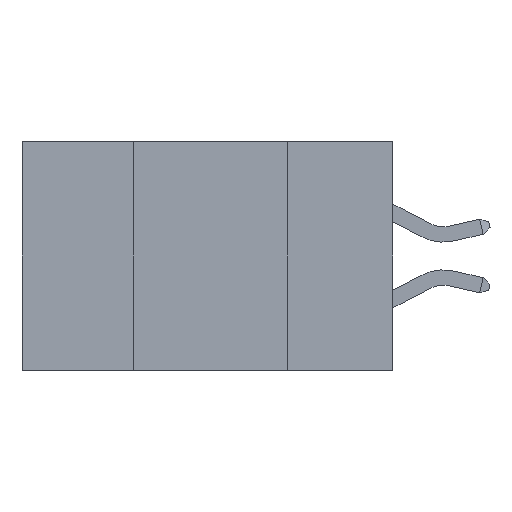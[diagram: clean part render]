
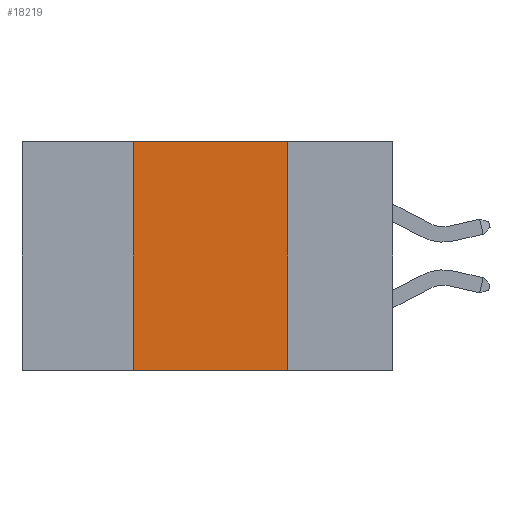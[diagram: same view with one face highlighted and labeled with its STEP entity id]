
A CAD part, left-side view. The second image highlights one B-rep face of the part: STEP entity #18219.
In plain terms, the highlighted planar face has unit normal (-1, 0, 0).
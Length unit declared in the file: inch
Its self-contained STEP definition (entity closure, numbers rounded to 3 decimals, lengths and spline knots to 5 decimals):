
#195 = EDGE_LOOP ( 'NONE', ( #1423, #23269, #21381, #16321 ) ) ;
#762 = EDGE_CURVE ( 'NONE', #2278, #19044, #22329, .T. ) ;
#1423 = ORIENTED_EDGE ( 'NONE', *, *, #762, .F. ) ;
#2049 = VERTEX_POINT ( 'NONE', #19743 ) ;
#2278 = VERTEX_POINT ( 'NONE', #10223 ) ;
#3418 = VECTOR ( 'NONE', #6212, 39.37008 ) ;
#5429 = VECTOR ( 'NONE', #21428, 39.37008 ) ;
#6212 = DIRECTION ( 'NONE',  ( 0., 0., -1. ) ) ;
#6928 = LINE ( 'NONE', #21557, #5429 ) ;
#7613 = DIRECTION ( 'NONE',  ( 0., -1., 0. ) ) ;
#7960 = FACE_OUTER_BOUND ( 'NONE', #195, .T. ) ;
#9121 = EDGE_CURVE ( 'NONE', #26243, #19044, #11805, .T. ) ;
#10020 = VECTOR ( 'NONE', #15701, 39.37008 ) ;
#10223 = CARTESIAN_POINT ( 'NONE',  ( 0., 0.17, 0. ) ) ;
#11805 = LINE ( 'NONE', #13810, #10020 ) ;
#13032 = CARTESIAN_POINT ( 'NONE',  ( 0., 0.17, -0.37 ) ) ;
#13810 = CARTESIAN_POINT ( 'NONE',  ( 0., 0.6, -0.37 ) ) ;
#13873 = CARTESIAN_POINT ( 'NONE',  ( 0., 0.6, 0. ) ) ;
#14257 = AXIS2_PLACEMENT_3D ( 'NONE', #13873, #20319, #16153 ) ;
#15701 = DIRECTION ( 'NONE',  ( 0., -1., 0. ) ) ;
#16153 = DIRECTION ( 'NONE',  ( 0., 0., -1. ) ) ;
#16321 = ORIENTED_EDGE ( 'NONE', *, *, #9121, .T. ) ;
#17824 = LINE ( 'NONE', #26056, #20043 ) ;
#18219 = ADVANCED_FACE ( 'NONE', ( #7960 ), #24128, .F. ) ;
#18430 = CARTESIAN_POINT ( 'NONE',  ( 0., 0.17, 0. ) ) ;
#19044 = VERTEX_POINT ( 'NONE', #13032 ) ;
#19743 = CARTESIAN_POINT ( 'NONE',  ( 0., 0.42, 0. ) ) ;
#20043 = VECTOR ( 'NONE', #7613, 39.37008 ) ;
#20319 = DIRECTION ( 'NONE',  ( 1., 0., 0. ) ) ;
#21381 = ORIENTED_EDGE ( 'NONE', *, *, #21531, .F. ) ;
#21428 = DIRECTION ( 'NONE',  ( 0., 0., 1. ) ) ;
#21531 = EDGE_CURVE ( 'NONE', #26243, #2049, #6928, .T. ) ;
#21557 = CARTESIAN_POINT ( 'NONE',  ( 0., 0.42, 0. ) ) ;
#22329 = LINE ( 'NONE', #18430, #3418 ) ;
#22579 = EDGE_CURVE ( 'NONE', #2049, #2278, #17824, .T. ) ;
#23269 = ORIENTED_EDGE ( 'NONE', *, *, #22579, .F. ) ;
#24128 = PLANE ( 'NONE',  #14257 ) ;
#25573 = CARTESIAN_POINT ( 'NONE',  ( 0., 0.42, -0.37 ) ) ;
#26056 = CARTESIAN_POINT ( 'NONE',  ( 0., 0.6, 0. ) ) ;
#26243 = VERTEX_POINT ( 'NONE', #25573 ) ;
